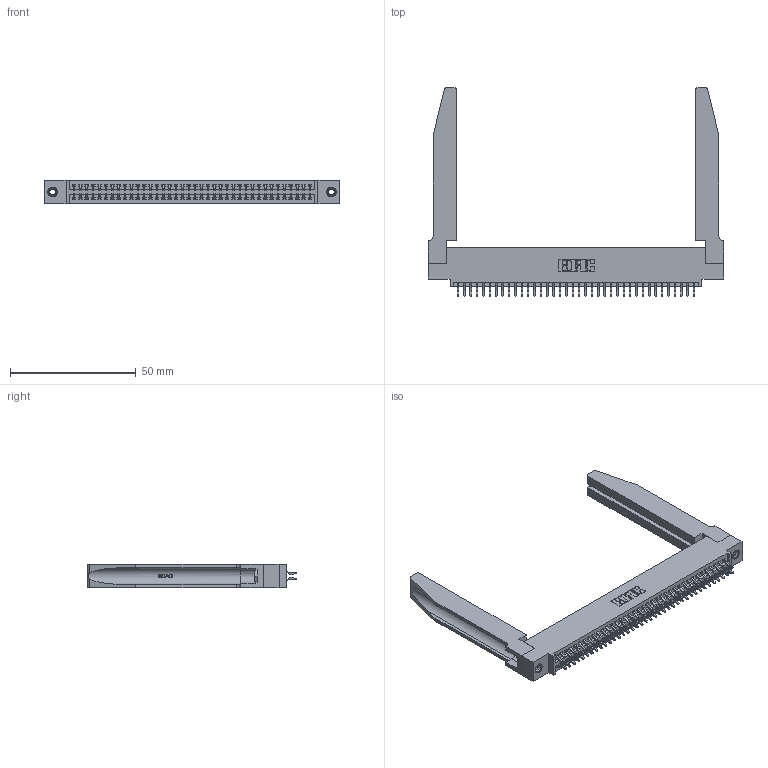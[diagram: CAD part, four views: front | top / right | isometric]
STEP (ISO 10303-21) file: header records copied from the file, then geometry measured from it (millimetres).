
FILE_DESCRIPTION (( 'STEP AP203' ), '1' );
FILE_NAME ('395-076-556-578.STEP', '2019-10-24T17:28:44', ( '' ), ( '' ), 'SwSTEP 2.0', 'SolidWorks 2016', '' );
FILE_SCHEMA (( 'CONFIG_CONTROL_DESIGN' ));
Length unit declared in the file: inch
Products named in the file (5): 345 Part_0.110 Offset - 0.156 Dia-TH; 345-292-001_556 Tail; 345-250-001_345-250-001-102; 345-220-078_345-220-078; 395-076-556-578
Assembly tree (81 placements, depth 2):
  395-076-556-578
    345 Part_0.110 Offset - 0.156 Dia-TH
    345-292-001_556 Tail  x76
    345-250-001_345-250-001-102  x2
    345-220-078_345-220-078  x2
Bounding box: 117.75 x 82.99 x 9.4 mm (x, y, z)
Volume: 19095.7 mm3; surface area: 23528 mm2
Topology: 81 solids, 81 shells, 4620 faces, 13653 edges, 8990 vertices
Faces by surface type: plane 3038, cylinder 1530, bspline 36, cone 12, torus 4
Entity records: 35446 total; most frequent: CARTESIAN_POINT 6879, ORIENTED_EDGE 5698, DIRECTION 5051, EDGE_CURVE 2849, VECTOR 2463, LINE 2463, VERTEX_POINT 1892, AXIS2_PLACEMENT_3D 1294
